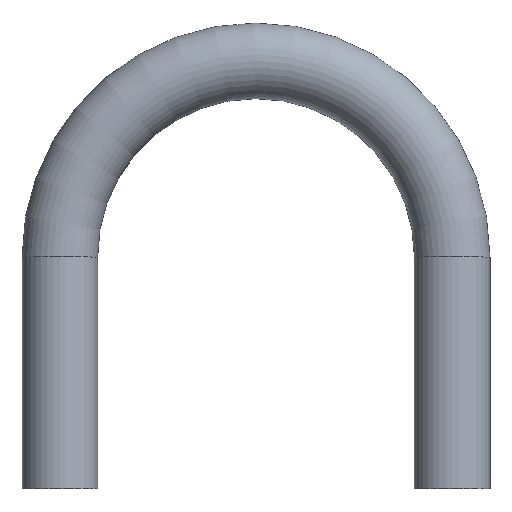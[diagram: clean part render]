
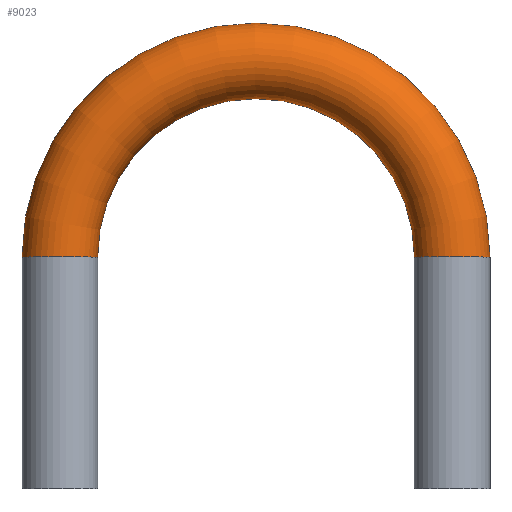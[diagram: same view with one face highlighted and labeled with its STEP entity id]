
A CAD part, top view. The second image highlights one B-rep face of the part: STEP entity #9023.
In plain terms, the highlighted toroidal (fillet/blend) face has major radius 110 mm and minor radius 21.2 mm.
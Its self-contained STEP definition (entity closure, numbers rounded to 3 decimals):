
#1175 = CARTESIAN_POINT ( 'NONE',  ( 0., 130., 0. ) ) ;
#1516 = CARTESIAN_POINT ( 'NONE',  ( -110., 130., 0. ) ) ;
#1621 = AXIS2_PLACEMENT_3D ( 'NONE', #1516, #7349, #4810 ) ;
#1852 = CARTESIAN_POINT ( 'NONE',  ( 110., 130., 0. ) ) ;
#2286 = EDGE_LOOP ( 'NONE', ( #8009 ) ) ;
#2692 = DIRECTION ( 'NONE',  ( 0., 0., 1. ) ) ;
#2897 = EDGE_LOOP ( 'NONE', ( #10640 ) ) ;
#3172 = CARTESIAN_POINT ( 'NONE',  ( 110., 130., 21.2 ) ) ;
#4345 = EDGE_CURVE ( 'NONE', #10741, #10741, #5949, .T. ) ;
#4810 = DIRECTION ( 'NONE',  ( 0., 0., 1. ) ) ;
#5229 = AXIS2_PLACEMENT_3D ( 'NONE', #1852, #7693, #2692 ) ;
#5550 = EDGE_CURVE ( 'NONE', #6266, #6266, #6467, .T. ) ;
#5949 = CIRCLE ( 'NONE', #5229, 21.2 ) ;
#6266 = VERTEX_POINT ( 'NONE', #9981 ) ;
#6467 = CIRCLE ( 'NONE', #1621, 21.2 ) ;
#7349 = DIRECTION ( 'NONE',  ( 0., -1., 0. ) ) ;
#7693 = DIRECTION ( 'NONE',  ( 0., 1., 0. ) ) ;
#7732 = TOROIDAL_SURFACE ( 'NONE', #8974, 110., 21.2 ) ;
#8009 = ORIENTED_EDGE ( 'NONE', *, *, #5550, .F. ) ;
#8562 = DIRECTION ( 'NONE',  ( 1., 0., 0. ) ) ;
#8662 = DIRECTION ( 'NONE',  ( 0., 0., 1. ) ) ;
#8974 = AXIS2_PLACEMENT_3D ( 'NONE', #1175, #8662, #8562 ) ;
#9023 = ADVANCED_FACE ( 'NONE', ( #10477, #9298 ), #7732, .T. ) ;
#9298 = FACE_OUTER_BOUND ( 'NONE', #2286, .T. ) ;
#9981 = CARTESIAN_POINT ( 'NONE',  ( -110., 130., 21.2 ) ) ;
#10477 = FACE_OUTER_BOUND ( 'NONE', #2897, .T. ) ;
#10640 = ORIENTED_EDGE ( 'NONE', *, *, #4345, .T. ) ;
#10741 = VERTEX_POINT ( 'NONE', #3172 ) ;
